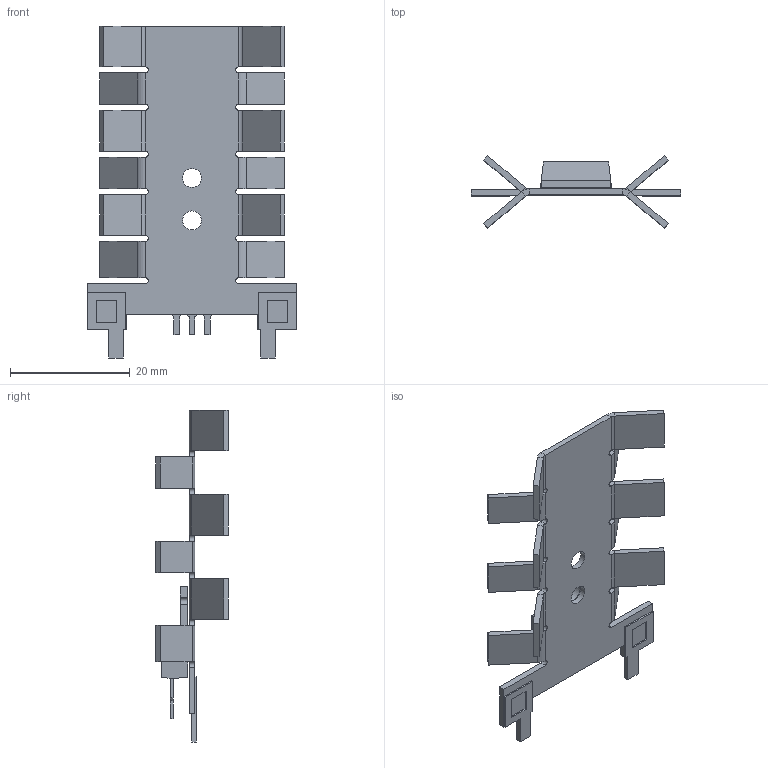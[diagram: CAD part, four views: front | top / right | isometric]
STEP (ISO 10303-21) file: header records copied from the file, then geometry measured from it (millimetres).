
FILE_DESCRIPTION(/* description */ (''),/* implementation_level */ '2;1');
FILE_NAME(/* name */ 'Aavid-5932-TO-220.stp',/* time_stamp */ '2019-10-03T03:43:37-04:00',/* author */ ('Ishaan'),/* organization */ (''),/* preprocessor_version */ 'ST-DEVELOPER v18',/* originating_system */ 'Autodesk Inventor 2020',/* authorisation */ '');
FILE_SCHEMA (('AUTOMOTIVE_DESIGN { 1 0 10303 214 3 1 1 }'));
Products named in the file (3): Aavid-5932-TO-220; Aavid 5932; TO-220 3pins short V1
Assembly tree (2 placements, depth 2):
  Aavid-5932-TO-220
    Aavid 5932
    TO-220 3pins short V1
Bounding box: 35.05 x 12.1 x 55.5 mm (x, y, z)
Volume: 2104.9 mm3; surface area: 4396.2 mm2
Topology: 6 solids, 6 shells, 374 faces, 844 edges, 484 vertices
Faces by surface type: plane 193, cylinder 123, sphere 36, bspline 22
Full cylindrical faces by diameter (mm): 3.17 x2, 3.54 x1
Entity records: 10885 total; most frequent: CARTESIAN_POINT 2353, DIRECTION 1820, ORIENTED_EDGE 1688, EDGE_CURVE 844, AXIS2_PLACEMENT_3D 629, LINE 562, VECTOR 562, VERTEX_POINT 484
